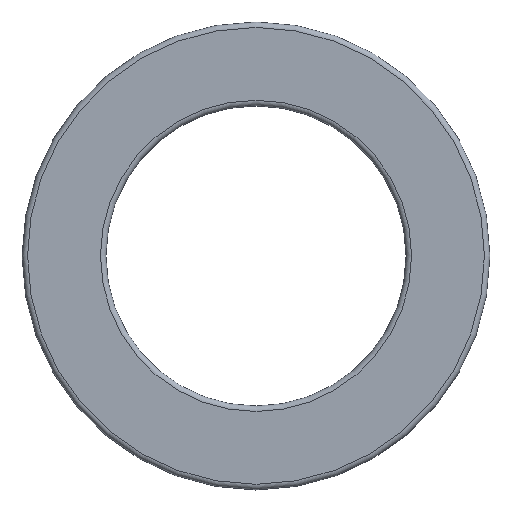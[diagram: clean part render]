
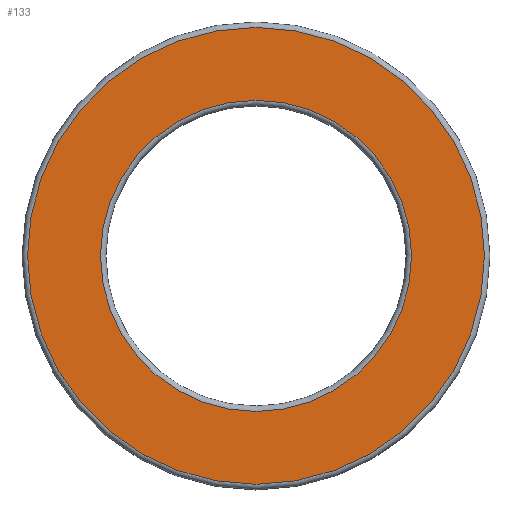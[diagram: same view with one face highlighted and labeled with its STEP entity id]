
A CAD part, top view. The second image highlights one B-rep face of the part: STEP entity #133.
In plain terms, the highlighted planar face has unit normal (0, 0, 1).
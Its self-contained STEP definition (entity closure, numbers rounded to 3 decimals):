
#26=FACE_BOUND('',#41,.T.);
#31=FACE_OUTER_BOUND('',#40,.T.);
#40=EDGE_LOOP('',(#109));
#41=EDGE_LOOP('',(#110));
#52=CIRCLE('',#162,41.85);
#54=CIRCLE('',#165,28.5);
#67=VERTEX_POINT('',#246);
#68=VERTEX_POINT('',#250);
#81=EDGE_CURVE('',#67,#67,#52,.T.);
#83=EDGE_CURVE('',#68,#68,#54,.T.);
#109=ORIENTED_EDGE('',*,*,#81,.T.);
#110=ORIENTED_EDGE('',*,*,#83,.F.);
#128=PLANE('',#164);
#133=ADVANCED_FACE('',(#31,#26),#128,.T.);
#162=AXIS2_PLACEMENT_3D('',#247,#200,#201);
#164=AXIS2_PLACEMENT_3D('',#249,#204,#205);
#165=AXIS2_PLACEMENT_3D('',#251,#206,#207);
#200=DIRECTION('center_axis',(0.,0.,1.));
#201=DIRECTION('ref_axis',(1.,0.,0.));
#204=DIRECTION('center_axis',(0.,0.,1.));
#205=DIRECTION('ref_axis',(1.,0.,0.));
#206=DIRECTION('center_axis',(0.,0.,1.));
#207=DIRECTION('ref_axis',(1.,0.,0.));
#246=CARTESIAN_POINT('',(-41.85,0.,12.7));
#247=CARTESIAN_POINT('Origin',(0.,0.,12.7));
#249=CARTESIAN_POINT('Origin',(0.,-28.5,12.7));
#250=CARTESIAN_POINT('',(-28.5,0.,12.7));
#251=CARTESIAN_POINT('Origin',(0.,0.,12.7));
